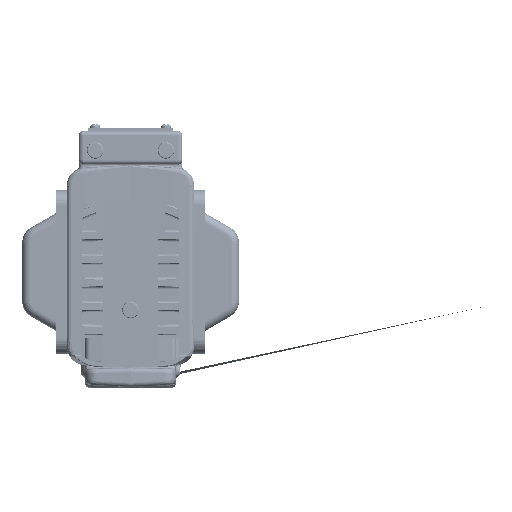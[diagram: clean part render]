
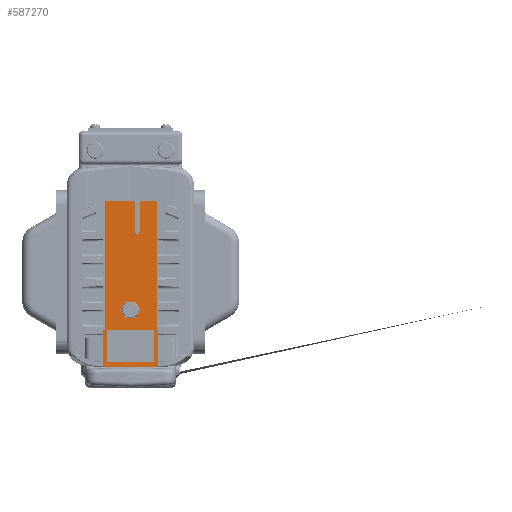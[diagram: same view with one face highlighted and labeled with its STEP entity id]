
A CAD part, front view. The second image highlights one B-rep face of the part: STEP entity #587270.
In plain terms, the highlighted planar face has unit normal (0, -1, 0).
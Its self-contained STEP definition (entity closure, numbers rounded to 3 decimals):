
#240970=DIRECTION('',(0.,0.,-1.));
#240971=VECTOR('',#240970,2.114);
#240972=CARTESIAN_POINT('',(11.5,-13.2,-24.006));
#240973=LINE('',#240972,#240971);
#241508=DIRECTION('',(0.,0.,-1.));
#241509=VECTOR('',#241508,13.586);
#241510=CARTESIAN_POINT('',(-11.5,-13.2,-10.42));
#241511=LINE('',#241510,#241509);
#241552=DIRECTION('',(-1.,0.,0.));
#241553=VECTOR('',#241552,0.5);
#241554=CARTESIAN_POINT('',(-11.,-13.2,-10.42));
#241555=LINE('',#241554,#241553);
#241564=DIRECTION('',(0.,0.,-1.));
#241565=VECTOR('',#241564,54.67);
#241566=CARTESIAN_POINT('',(-11.,-13.2,44.25));
#241567=LINE('',#241566,#241565);
#248594=DIRECTION('',(0.,0.,-1.));
#248595=VECTOR('',#248594,54.67);
#248596=CARTESIAN_POINT('',(11.,-13.2,44.25));
#248597=LINE('',#248596,#248595);
#248598=DIRECTION('',(0.,0.,-1.));
#248599=VECTOR('',#248598,13.586);
#248600=CARTESIAN_POINT('',(11.5,-13.2,-10.42));
#248601=LINE('',#248600,#248599);
#248602=DIRECTION('',(1.,0.,0.));
#248603=VECTOR('',#248602,23.);
#248604=CARTESIAN_POINT('',(-11.5,-13.2,-26.12));
#248605=LINE('',#248604,#248603);
#248606=DIRECTION('',(0.,0.,-1.));
#248607=VECTOR('',#248606,2.114);
#248608=CARTESIAN_POINT('',(-11.5,-13.2,-24.006));
#248609=LINE('',#248608,#248607);
#248610=DIRECTION('',(-1.,0.,0.));
#248611=VECTOR('',#248610,12.1);
#248612=CARTESIAN_POINT('',(1.1,-13.2,44.25));
#248613=LINE('',#248612,#248611);
#248614=DIRECTION('',(0.,0.,-1.));
#248615=VECTOR('',#248614,12.3);
#248616=CARTESIAN_POINT('',(1.8,-13.2,43.55));
#248617=LINE('',#248616,#248615);
#248618=CARTESIAN_POINT('',(2.8,-13.2,31.25));
#248619=DIRECTION('',(0.,-1.,0.));
#248620=DIRECTION('',(-1.,0.,0.));
#248621=AXIS2_PLACEMENT_3D('',#248618,#248619,#248620);
#248623=DIRECTION('',(0.,0.,-1.));
#248624=VECTOR('',#248623,12.3);
#248625=CARTESIAN_POINT('',(3.8,-13.2,43.55));
#248626=LINE('',#248625,#248624);
#248627=DIRECTION('',(-1.,0.,0.));
#248628=VECTOR('',#248627,6.5);
#248629=CARTESIAN_POINT('',(11.,-13.2,44.25));
#248630=LINE('',#248629,#248628);
#248631=DIRECTION('',(-0.5,0.,0.866));
#248632=VECTOR('',#248631,4.098);
#248633=CARTESIAN_POINT('',(4.1,-13.2,-1.917));
#248634=LINE('',#248633,#248632);
#248635=DIRECTION('',(-1.,0.,0.));
#248636=VECTOR('',#248635,4.1);
#248637=CARTESIAN_POINT('',(2.05,-13.2,1.631));
#248638=LINE('',#248637,#248636);
#248639=DIRECTION('',(-0.5,0.,-0.866));
#248640=VECTOR('',#248639,4.1);
#248641=CARTESIAN_POINT('',(-2.05,-13.2,1.631));
#248642=LINE('',#248641,#248640);
#248643=DIRECTION('',(0.501,0.,-0.866));
#248644=VECTOR('',#248643,4.1);
#248645=CARTESIAN_POINT('',(-4.1,-13.2,-1.92));
#248646=LINE('',#248645,#248644);
#248647=DIRECTION('',(1.,0.,0.));
#248648=VECTOR('',#248647,4.1);
#248649=CARTESIAN_POINT('',(-2.048,-13.2,-5.469));
#248650=LINE('',#248649,#248648);
#248651=DIRECTION('',(0.499,0.,0.866));
#248652=VECTOR('',#248651,4.1);
#248653=CARTESIAN_POINT('',(2.052,-13.2,-5.469));
#248654=LINE('',#248653,#248652);
#248655=DIRECTION('',(0.,0.,-1.));
#248656=VECTOR('',#248655,13.586);
#248657=CARTESIAN_POINT('',(-10.,-13.2,-10.42));
#248658=LINE('',#248657,#248656);
#248659=DIRECTION('',(1.,0.,0.));
#248660=VECTOR('',#248659,20.);
#248661=CARTESIAN_POINT('',(-10.,-13.2,-24.006));
#248662=LINE('',#248661,#248660);
#248671=DIRECTION('',(-1.,0.,0.));
#248672=VECTOR('',#248671,0.5);
#248673=CARTESIAN_POINT('',(11.5,-13.2,-10.42));
#248674=LINE('',#248673,#248672);
#248687=DIRECTION('',(0.707,0.,-0.707));
#248688=VECTOR('',#248687,0.99);
#248689=CARTESIAN_POINT('',(1.1,-13.2,44.25));
#248690=LINE('',#248689,#248688);
#248711=DIRECTION('',(-0.707,0.,-0.707));
#248712=VECTOR('',#248711,0.99);
#248713=CARTESIAN_POINT('',(4.5,-13.2,44.25));
#248714=LINE('',#248713,#248712);
#250319=DIRECTION('',(-1.,0.,0.));
#250320=VECTOR('',#250319,20.);
#250321=CARTESIAN_POINT('',(10.,-13.2,-10.42));
#250322=LINE('',#250321,#250320);
#250335=DIRECTION('',(0.,0.,-1.));
#250336=VECTOR('',#250335,13.586);
#250337=CARTESIAN_POINT('',(10.,-13.2,-10.42));
#250338=LINE('',#250337,#250336);
#296629=CARTESIAN_POINT('',(11.,-13.2,44.25));
#296631=VERTEX_POINT('',#296629);
#296633=CARTESIAN_POINT('',(-11.,-13.2,44.25));
#296635=VERTEX_POINT('',#296633);
#296672=CARTESIAN_POINT('',(1.8,-13.2,31.25));
#296673=CARTESIAN_POINT('',(3.8,-13.2,31.25));
#296674=VERTEX_POINT('',#296672);
#296675=VERTEX_POINT('',#296673);
#296788=CARTESIAN_POINT('',(4.1,-13.2,-1.917));
#296789=CARTESIAN_POINT('',(2.05,-13.2,1.631));
#296790=VERTEX_POINT('',#296788);
#296791=VERTEX_POINT('',#296789);
#296792=CARTESIAN_POINT('',(-2.05,-13.2,1.631));
#296793=VERTEX_POINT('',#296792);
#296794=CARTESIAN_POINT('',(-4.1,-13.2,-1.92));
#296795=VERTEX_POINT('',#296794);
#296796=CARTESIAN_POINT('',(-2.048,-13.2,-5.469));
#296797=VERTEX_POINT('',#296796);
#296798=CARTESIAN_POINT('',(2.052,-13.2,-5.469));
#296799=VERTEX_POINT('',#296798);
#296828=CARTESIAN_POINT('',(4.5,-13.2,44.25));
#296829=CARTESIAN_POINT('',(3.8,-13.2,43.55));
#296830=VERTEX_POINT('',#296828);
#296831=VERTEX_POINT('',#296829);
#296832=CARTESIAN_POINT('',(1.1,-13.2,44.25));
#296833=CARTESIAN_POINT('',(1.8,-13.2,43.55));
#296834=VERTEX_POINT('',#296832);
#296835=VERTEX_POINT('',#296833);
#297187=CARTESIAN_POINT('',(-11.5,-13.2,-26.12));
#297188=CARTESIAN_POINT('',(11.5,-13.2,-26.12));
#297189=VERTEX_POINT('',#297187);
#297190=VERTEX_POINT('',#297188);
#297196=CARTESIAN_POINT('',(-11.5,-13.2,-24.006));
#297198=VERTEX_POINT('',#297196);
#297200=CARTESIAN_POINT('',(-10.,-13.2,-24.006));
#297202=VERTEX_POINT('',#297200);
#297204=CARTESIAN_POINT('',(10.,-13.2,-24.006));
#297206=VERTEX_POINT('',#297204);
#297208=CARTESIAN_POINT('',(11.5,-13.2,-24.006));
#297210=VERTEX_POINT('',#297208);
#297215=CARTESIAN_POINT('',(-11.5,-13.2,-10.42));
#297216=VERTEX_POINT('',#297215);
#297217=CARTESIAN_POINT('',(11.5,-13.2,-10.42));
#297218=VERTEX_POINT('',#297217);
#299631=CARTESIAN_POINT('',(-10.,-13.2,-10.42));
#299632=VERTEX_POINT('',#299631);
#299633=CARTESIAN_POINT('',(10.,-13.2,-10.42));
#299634=VERTEX_POINT('',#299633);
#299643=CARTESIAN_POINT('',(11.,-13.2,-10.42));
#299644=VERTEX_POINT('',#299643);
#299645=CARTESIAN_POINT('',(-11.,-13.2,-10.42));
#299646=VERTEX_POINT('',#299645);
#587218=CARTESIAN_POINT('',(0.,-13.2,44.25));
#587219=DIRECTION('',(0.,-1.,0.));
#587220=DIRECTION('',(0.,0.,-1.));
#587221=AXIS2_PLACEMENT_3D('',#587218,#587219,#587220);
#587222=PLANE('',#587221);
#587224=ORIENTED_EDGE('',*,*,#587223,.T.);
#587226=ORIENTED_EDGE('',*,*,#587225,.F.);
#587227=ORIENTED_EDGE('',*,*,#581875,.T.);
#587228=ORIENTED_EDGE('',*,*,#579523,.T.);
#587229=ORIENTED_EDGE('',*,*,#579540,.F.);
#587230=ORIENTED_EDGE('',*,*,#579578,.F.);
#587231=ORIENTED_EDGE('',*,*,#580058,.F.);
#587232=ORIENTED_EDGE('',*,*,#580152,.F.);
#587233=ORIENTED_EDGE('',*,*,#580167,.F.);
#587234=ORIENTED_EDGE('',*,*,#580181,.F.);
#587236=ORIENTED_EDGE('',*,*,#587235,.T.);
#587237=ORIENTED_EDGE('',*,*,#580244,.T.);
#587238=ORIENTED_EDGE('',*,*,#580261,.T.);
#587240=ORIENTED_EDGE('',*,*,#587239,.F.);
#587242=ORIENTED_EDGE('',*,*,#587241,.F.);
#587243=ORIENTED_EDGE('',*,*,#581821,.F.);
#587244=EDGE_LOOP('',(#587224,#587226,#587227,#587228,#587229,#587230,#587231,
#587232,#587233,#587234,#587236,#587237,#587238,#587240,#587242,#587243));
#587245=FACE_OUTER_BOUND('',#587244,.F.);
#587247=ORIENTED_EDGE('',*,*,#587246,.T.);
#587249=ORIENTED_EDGE('',*,*,#587248,.T.);
#587251=ORIENTED_EDGE('',*,*,#587250,.T.);
#587253=ORIENTED_EDGE('',*,*,#587252,.T.);
#587255=ORIENTED_EDGE('',*,*,#587254,.T.);
#587257=ORIENTED_EDGE('',*,*,#587256,.T.);
#587258=EDGE_LOOP('',(#587247,#587249,#587251,#587253,#587255,#587257));
#587259=FACE_BOUND('',#587258,.F.);
#587261=ORIENTED_EDGE('',*,*,#587260,.T.);
#587263=ORIENTED_EDGE('',*,*,#587262,.T.);
#587265=ORIENTED_EDGE('',*,*,#587264,.T.);
#587267=ORIENTED_EDGE('',*,*,#587266,.F.);
#587268=EDGE_LOOP('',(#587261,#587263,#587265,#587267));
#587269=FACE_BOUND('',#587268,.F.);
#587270=ADVANCED_FACE('',(#587245,#587259,#587269),#587222,.T.);
#248622=CIRCLE('',#248621,1.);
#579523=EDGE_CURVE('',#297210,#297190,#240973,.T.);
#579540=EDGE_CURVE('',#297189,#297190,#248605,.T.);
#579578=EDGE_CURVE('',#297198,#297189,#248609,.T.);
#580058=EDGE_CURVE('',#297216,#297198,#241511,.T.);
#580152=EDGE_CURVE('',#299646,#297216,#241555,.T.);
#580167=EDGE_CURVE('',#296635,#299646,#241567,.T.);
#580181=EDGE_CURVE('',#296834,#296635,#248613,.T.);
#580244=EDGE_CURVE('',#296835,#296674,#248617,.T.);
#580261=EDGE_CURVE('',#296674,#296675,#248622,.T.);
#581821=EDGE_CURVE('',#296631,#296830,#248630,.T.);
#581875=EDGE_CURVE('',#297218,#297210,#248601,.T.);
#587223=EDGE_CURVE('',#296631,#299644,#248597,.T.);
#587225=EDGE_CURVE('',#297218,#299644,#248674,.T.);
#587235=EDGE_CURVE('',#296834,#296835,#248690,.T.);
#587239=EDGE_CURVE('',#296831,#296675,#248626,.T.);
#587241=EDGE_CURVE('',#296830,#296831,#248714,.T.);
#587246=EDGE_CURVE('',#296790,#296791,#248634,.T.);
#587248=EDGE_CURVE('',#296791,#296793,#248638,.T.);
#587250=EDGE_CURVE('',#296793,#296795,#248642,.T.);
#587252=EDGE_CURVE('',#296795,#296797,#248646,.T.);
#587254=EDGE_CURVE('',#296797,#296799,#248650,.T.);
#587256=EDGE_CURVE('',#296799,#296790,#248654,.T.);
#587260=EDGE_CURVE('',#299634,#299632,#250322,.T.);
#587262=EDGE_CURVE('',#299632,#297202,#248658,.T.);
#587264=EDGE_CURVE('',#297202,#297206,#248662,.T.);
#587266=EDGE_CURVE('',#299634,#297206,#250338,.T.);
